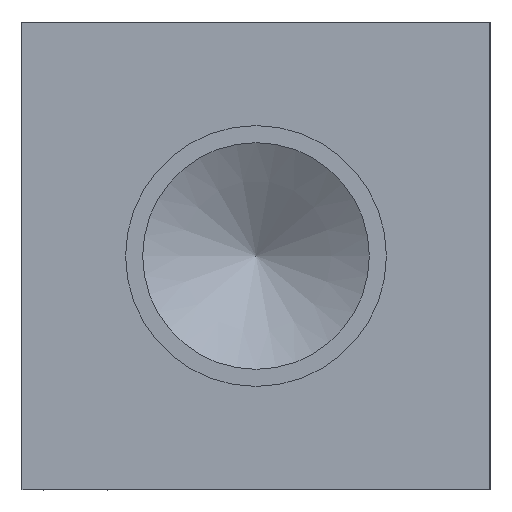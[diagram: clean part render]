
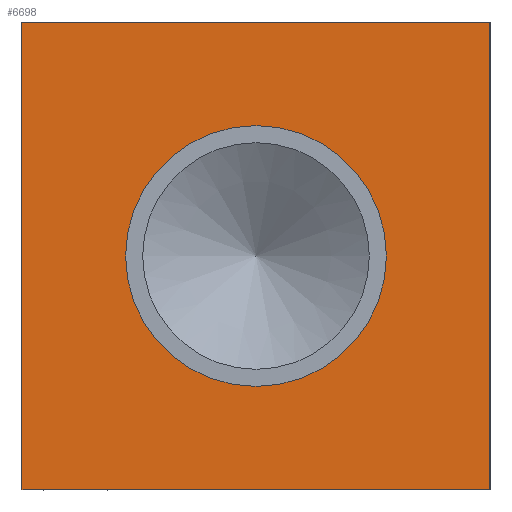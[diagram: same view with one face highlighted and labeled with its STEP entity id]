
A CAD part, left-side view. The second image highlights one B-rep face of the part: STEP entity #6698.
In plain terms, the highlighted planar face has unit normal (-1, 0, 0).
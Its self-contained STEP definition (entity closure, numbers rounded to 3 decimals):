
#80=CIRCLE('',#6989,21.234);
#81=CIRCLE('',#6990,21.234);
#143=FACE_BOUND('',#1091,.T.);
#373=PLANE('',#7028);
#711=FACE_OUTER_BOUND('',#1090,.T.);
#1090=EDGE_LOOP('',(#5956,#5957,#5958,#5959));
#1091=EDGE_LOOP('',(#5960,#5961));
#1375=LINE('',#10198,#2058);
#1779=LINE('',#11294,#2462);
#1780=LINE('',#11295,#2463);
#1781=LINE('',#11296,#2464);
#2058=VECTOR('',#7457,10.);
#2462=VECTOR('',#8333,10.);
#2463=VECTOR('',#8334,10.);
#2464=VECTOR('',#8335,10.);
#2918=VERTEX_POINT('',#10191);
#2921=VERTEX_POINT('',#10196);
#3222=VERTEX_POINT('',#11212);
#3223=VERTEX_POINT('',#11213);
#3248=VERTEX_POINT('',#11292);
#3249=VERTEX_POINT('',#11293);
#3675=EDGE_CURVE('',#2921,#2918,#1375,.T.);
#4121=EDGE_CURVE('',#3222,#3223,#80,.T.);
#4122=EDGE_CURVE('',#3223,#3222,#81,.T.);
#4157=EDGE_CURVE('',#3248,#3249,#1779,.T.);
#4158=EDGE_CURVE('',#3249,#2918,#1780,.T.);
#4159=EDGE_CURVE('',#3248,#2921,#1781,.T.);
#5956=ORIENTED_EDGE('',*,*,#4157,.T.);
#5957=ORIENTED_EDGE('',*,*,#4158,.T.);
#5958=ORIENTED_EDGE('',*,*,#3675,.F.);
#5959=ORIENTED_EDGE('',*,*,#4159,.F.);
#5960=ORIENTED_EDGE('',*,*,#4121,.T.);
#5961=ORIENTED_EDGE('',*,*,#4122,.T.);
#6698=ADVANCED_FACE('',(#711,#143),#373,.T.);
#6989=AXIS2_PLACEMENT_3D('',#11214,#8239,#8240);
#6990=AXIS2_PLACEMENT_3D('',#11215,#8241,#8242);
#7028=AXIS2_PLACEMENT_3D('',#11291,#8331,#8332);
#7457=DIRECTION('',(0.,-1.,0.));
#8239=DIRECTION('center_axis',(1.,0.,0.));
#8240=DIRECTION('ref_axis',(0.,1.,0.));
#8241=DIRECTION('center_axis',(1.,0.,0.));
#8242=DIRECTION('ref_axis',(0.,1.,0.));
#8331=DIRECTION('center_axis',(-1.,0.,0.));
#8332=DIRECTION('ref_axis',(0.,-1.,0.));
#8333=DIRECTION('',(0.,-1.,0.));
#8334=DIRECTION('',(0.,0.,1.));
#8335=DIRECTION('',(0.,0.,1.));
#10191=CARTESIAN_POINT('',(0.,0.,76.2));
#10196=CARTESIAN_POINT('',(0.,76.2,76.2));
#10198=CARTESIAN_POINT('',(0.,76.2,76.2));
#11212=CARTESIAN_POINT('',(0.,59.334,38.1));
#11213=CARTESIAN_POINT('',(0.,16.866,38.1));
#11214=CARTESIAN_POINT('Origin',(0.,38.1,38.1));
#11215=CARTESIAN_POINT('Origin',(0.,38.1,38.1));
#11291=CARTESIAN_POINT('Origin',(0.,76.2,0.));
#11292=CARTESIAN_POINT('',(0.,76.2,0.));
#11293=CARTESIAN_POINT('',(0.,0.,0.));
#11294=CARTESIAN_POINT('',(0.,76.2,0.));
#11295=CARTESIAN_POINT('',(0.,0.,0.));
#11296=CARTESIAN_POINT('',(0.,76.2,0.));
